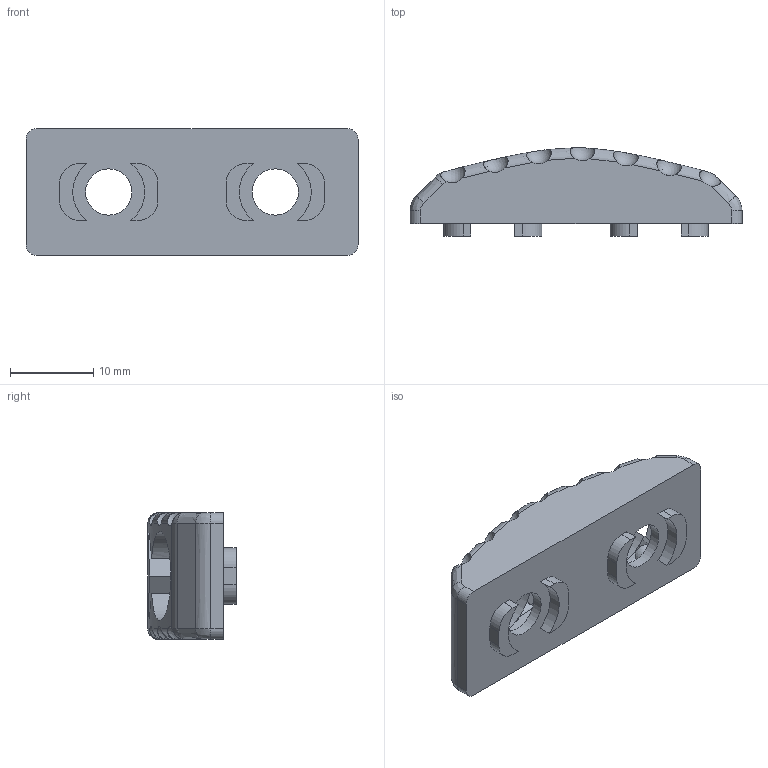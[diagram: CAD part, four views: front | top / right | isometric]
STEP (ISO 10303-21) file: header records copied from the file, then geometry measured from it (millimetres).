
FILE_DESCRIPTION(/* description */ (''),/* implementation_level */ '2;1');
FILE_NAME(/* name */ 'Hump v8.step',/* time_stamp */ '2022-06-03T17:30:34-05:00',/* author */ (''),/* organization */ (''),/* preprocessor_version */ 'ST-DEVELOPER v19',/* originating_system */ 'Autodesk Translation Framework v11.7.0.108',/* authorisation */ '');
FILE_SCHEMA (('AUTOMOTIVE_DESIGN { 1 0 10303 214 3 1 1 }'));
Length unit declared in the file: inch
Products named in the file (1): Hump
Bounding box: 39.88 x 10.6 x 15.24 mm (x, y, z)
Volume: 3196.4 mm3; surface area: 2404.6 mm2
Topology: 1 solids, 1 shells, 110 faces, 317 edges, 209 vertices
Faces by surface type: plane 42, bspline 32, cylinder 20, sphere 14, cone 2
Full cylindrical faces by diameter (mm): 5.563 x2, 10.693 x1
Entity records: 5013 total; most frequent: CARTESIAN_POINT 2436, ORIENTED_EDGE 626, DIRECTION 389, EDGE_CURVE 313, VERTEX_POINT 209, B_SPLINE_CURVE_WITH_KNOTS 145, AXIS2_PLACEMENT_3D 144, EDGE_LOOP 118
